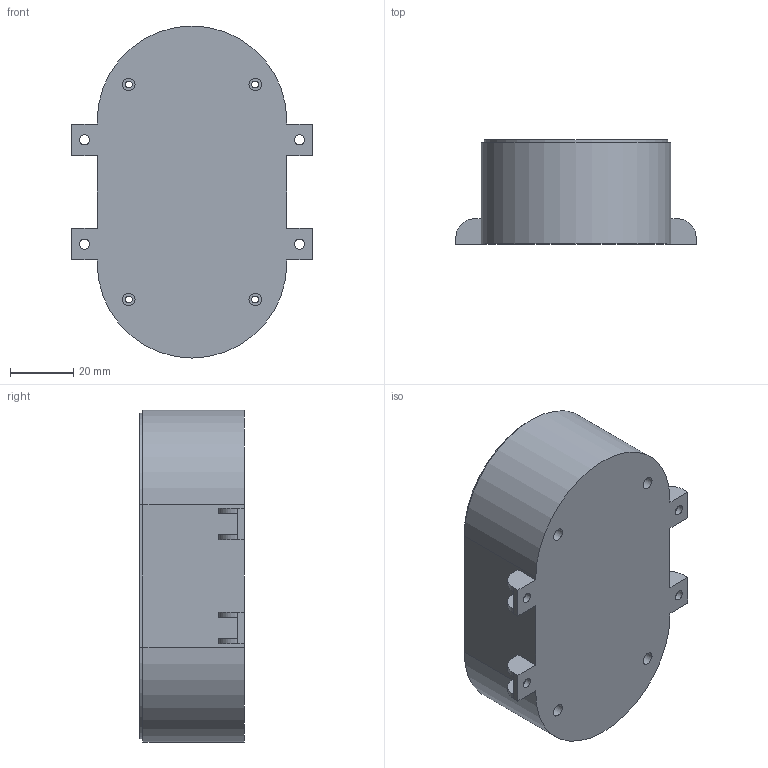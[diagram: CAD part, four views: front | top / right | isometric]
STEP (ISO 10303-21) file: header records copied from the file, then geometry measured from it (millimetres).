
FILE_DESCRIPTION(/* description */ (''),/* implementation_level */ '2;1');
FILE_NAME(/* name */ 'part01.step',/* time_stamp */ '2018-01-15T18:41:02+09:00',/* author */ (''),/* organization */ (''),/* preprocessor_version */ 'ST-DEVELOPER v16.13',/* originating_system */ 'Autodesk Translation Framework v6.5.0.72',/* authorisation */ '');
FILE_SCHEMA (('AUTOMOTIVE_DESIGN { 1 0 10303 214 3 1 1 }'));
Length unit declared in the file: millimetre
Products named in the file (1): Fusion コンポーネント
Bounding box: 76 x 33 x 105 mm (x, y, z)
Volume: 35876.1 mm3; surface area: 38212.3 mm2
Topology: 1 solids, 1 shells, 140 faces, 385 edges, 254 vertices
Faces by surface type: plane 100, cylinder 40
Full cylindrical faces by diameter (mm): 2.2 x4, 3.2 x4, 4 x4, 7 x4
Entity records: 4513 total; most frequent: CARTESIAN_POINT 780, ORIENTED_EDGE 770, DIRECTION 763, EDGE_CURVE 385, LINE 289, VECTOR 289, VERTEX_POINT 254, AXIS2_PLACEMENT_3D 237
